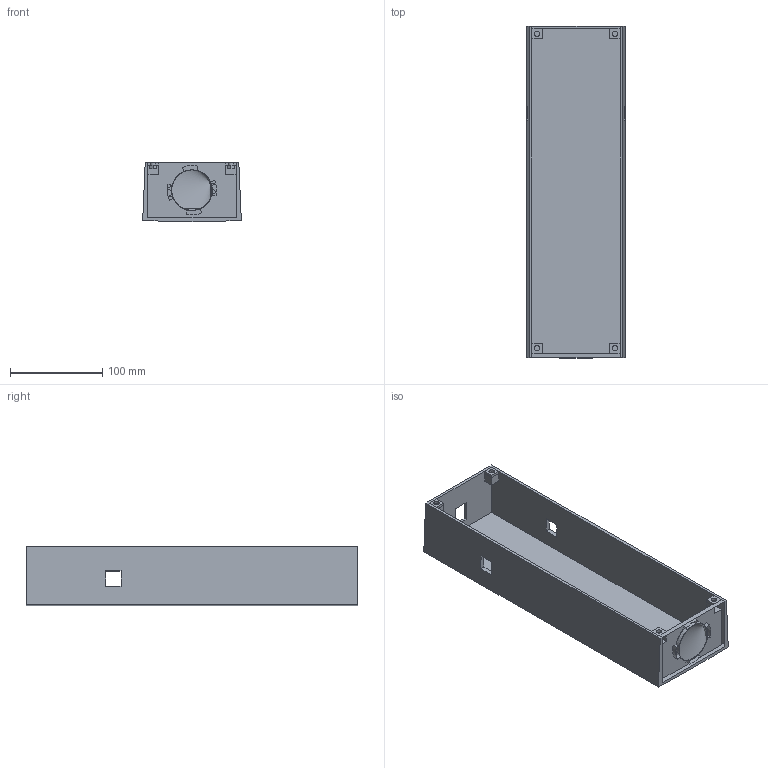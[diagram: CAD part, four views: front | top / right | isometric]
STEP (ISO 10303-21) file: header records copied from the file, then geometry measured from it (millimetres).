
FILE_DESCRIPTION(('FreeCAD Model'),'2;1');
FILE_NAME('Open CASCADE Shape Model','2021-06-20T14:19:01',('Author'),( ''),'Open CASCADE STEP processor 7.5','FreeCAD','Unknown');
FILE_SCHEMA(('AUTOMOTIVE_DESIGN { 1 0 10303 214 1 1 1 1 }'));
Length unit declared in the file: millimetre
Products named in the file (1): Fuselage box
Bounding box: 107 x 360 x 64.04 mm (x, y, z)
Surface area: 195220.6 mm2 (no closed solid volume)
Topology: 0 solids, 1 shells, 117 faces, 371 edges, 211 vertices
Faces by surface type: plane 91, cylinder 26
Full cylindrical faces by diameter (mm): 6 x4
Entity records: 7644 total; most frequent: CARTESIAN_POINT 1379, DIRECTION 1178, LINE 818, VECTOR 818, ORIENTED_EDGE 612, PCURVE 612, DEFINITIONAL_REPRESENTATION 612, EDGE_CURVE 306
